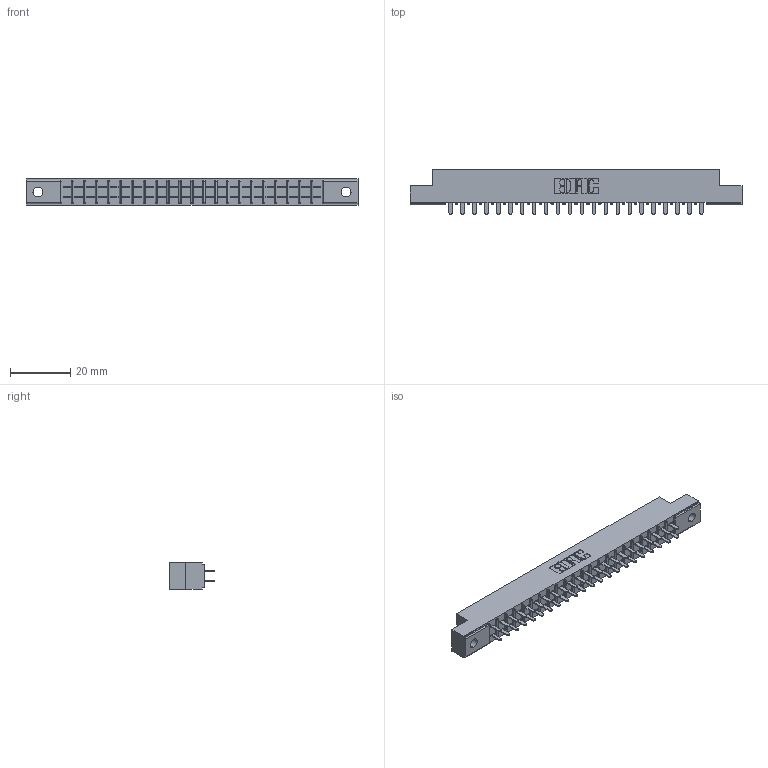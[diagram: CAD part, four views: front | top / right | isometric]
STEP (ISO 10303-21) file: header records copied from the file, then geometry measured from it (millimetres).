
FILE_DESCRIPTION (( 'STEP AP203' ), '1' );
FILE_NAME ('355-044-521-202.STEP', '2019-09-11T14:11:13', ( '' ), ( '' ), 'SwSTEP 2.0', 'SolidWorks 2016', '' );
FILE_SCHEMA (( 'CONFIG_CONTROL_DESIGN' ));
Length unit declared in the file: inch
Products named in the file (3): 355-044-521-202; 305-290-001_521; 305 Part_.128 Dia
Assembly tree (45 placements, depth 2):
  355-044-521-202
    305 Part_.128 Dia
    305-290-001_521  x44
Bounding box: 110.19 x 14.86 x 8.71 mm (x, y, z)
Volume: 6829 mm3; surface area: 12469.4 mm2
Topology: 45 solids, 45 shells, 2140 faces, 6102 edges, 3948 vertices
Faces by surface type: plane 1256, cylinder 796, sphere 88
Entity records: 26137 total; most frequent: CARTESIAN_POINT 4324, ORIENTED_EDGE 4288, DIRECTION 4198, EDGE_CURVE 2144, LINE 1714, VECTOR 1714, VERTEX_POINT 1368, AXIS2_PLACEMENT_3D 1242
